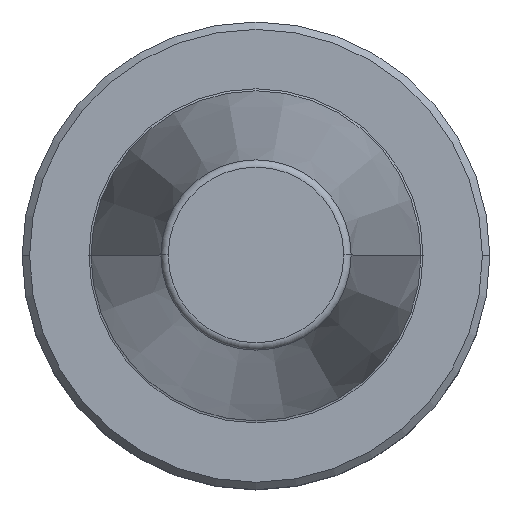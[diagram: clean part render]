
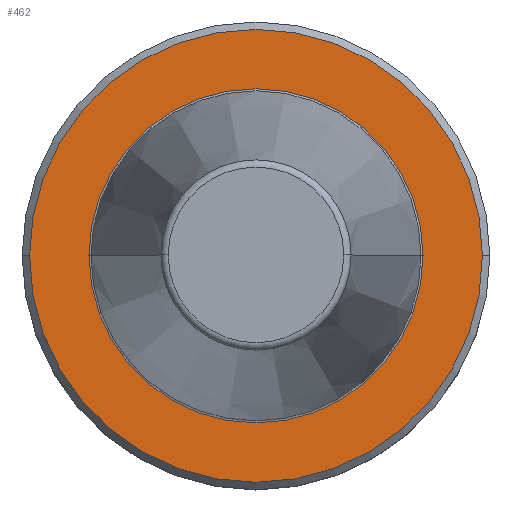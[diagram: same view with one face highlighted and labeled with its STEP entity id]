
A CAD part, top view. The second image highlights one B-rep face of the part: STEP entity #462.
In plain terms, the highlighted planar face has unit normal (0, 0, 1).
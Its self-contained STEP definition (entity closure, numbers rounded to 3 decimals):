
#18 = DIRECTION ( 'NONE',  ( 0., 0., 1. ) ) ;
#28 = AXIS2_PLACEMENT_3D ( 'NONE', #790, #717, #944 ) ;
#45 = EDGE_CURVE ( 'NONE', #300, #859, #509, .T. ) ;
#71 = EDGE_CURVE ( 'NONE', #356, #577, #982, .T. ) ;
#90 = DIRECTION ( 'NONE',  ( 1., 0., 0. ) ) ;
#161 = CARTESIAN_POINT ( 'NONE',  ( -22.5, 0., -1.311 ) ) ;
#163 = ORIENTED_EDGE ( 'NONE', *, *, #71, .F. ) ;
#184 = FACE_BOUND ( 'NONE', #305, .T. ) ;
#225 = CARTESIAN_POINT ( 'NONE',  ( 22.5, 0., -1.311 ) ) ;
#229 = CIRCLE ( 'NONE', #28, 30.5 ) ;
#238 = DIRECTION ( 'NONE',  ( 0., 0., -1. ) ) ;
#245 = DIRECTION ( 'NONE',  ( 1., 0., 0. ) ) ;
#249 = CIRCLE ( 'NONE', #273, 22.5 ) ;
#272 = DIRECTION ( 'NONE',  ( -1., 0., 0. ) ) ;
#273 = AXIS2_PLACEMENT_3D ( 'NONE', #791, #18, #245 ) ;
#300 = VERTEX_POINT ( 'NONE', #728 ) ;
#305 = EDGE_LOOP ( 'NONE', ( #163, #391 ) ) ;
#348 = AXIS2_PLACEMENT_3D ( 'NONE', #920, #917, #90 ) ;
#352 = AXIS2_PLACEMENT_3D ( 'NONE', #454, #986, #519 ) ;
#356 = VERTEX_POINT ( 'NONE', #225 ) ;
#383 = AXIS2_PLACEMENT_3D ( 'NONE', #716, #238, #272 ) ;
#391 = ORIENTED_EDGE ( 'NONE', *, *, #456, .F. ) ;
#424 = ORIENTED_EDGE ( 'NONE', *, *, #729, .T. ) ;
#429 = FACE_OUTER_BOUND ( 'NONE', #463, .T. ) ;
#454 = CARTESIAN_POINT ( 'NONE',  ( 0., 0., -1.311 ) ) ;
#456 = EDGE_CURVE ( 'NONE', #577, #356, #249, .T. ) ;
#462 = ADVANCED_FACE ( 'NONE', ( #184, #429 ), #855, .F. ) ;
#463 = EDGE_LOOP ( 'NONE', ( #838, #424 ) ) ;
#509 = CIRCLE ( 'NONE', #352, 30.5 ) ;
#519 = DIRECTION ( 'NONE',  ( 1., 0., 0. ) ) ;
#577 = VERTEX_POINT ( 'NONE', #161 ) ;
#716 = CARTESIAN_POINT ( 'NONE',  ( 0., 30.5, -1.311 ) ) ;
#717 = DIRECTION ( 'NONE',  ( 0., 0., 1. ) ) ;
#728 = CARTESIAN_POINT ( 'NONE',  ( -30.5, 0., -1.311 ) ) ;
#729 = EDGE_CURVE ( 'NONE', #859, #300, #229, .T. ) ;
#790 = CARTESIAN_POINT ( 'NONE',  ( 0., 0., -1.311 ) ) ;
#791 = CARTESIAN_POINT ( 'NONE',  ( 0., 0., -1.311 ) ) ;
#838 = ORIENTED_EDGE ( 'NONE', *, *, #45, .T. ) ;
#855 = PLANE ( 'NONE',  #383 ) ;
#859 = VERTEX_POINT ( 'NONE', #953 ) ;
#917 = DIRECTION ( 'NONE',  ( 0., 0., 1. ) ) ;
#920 = CARTESIAN_POINT ( 'NONE',  ( 0., 0., -1.311 ) ) ;
#944 = DIRECTION ( 'NONE',  ( 1., 0., 0. ) ) ;
#953 = CARTESIAN_POINT ( 'NONE',  ( 30.5, 0., -1.311 ) ) ;
#982 = CIRCLE ( 'NONE', #348, 22.5 ) ;
#986 = DIRECTION ( 'NONE',  ( 0., 0., 1. ) ) ;
